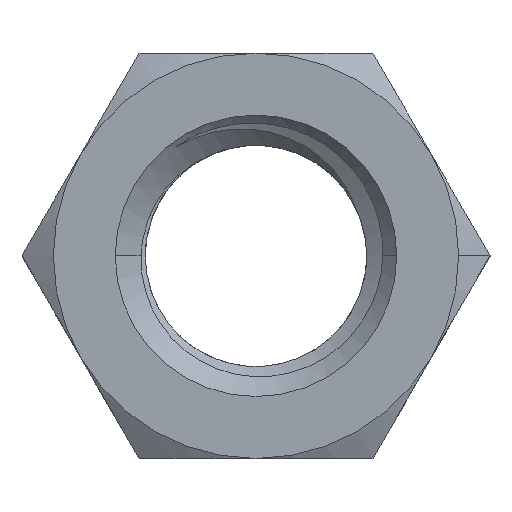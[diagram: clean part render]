
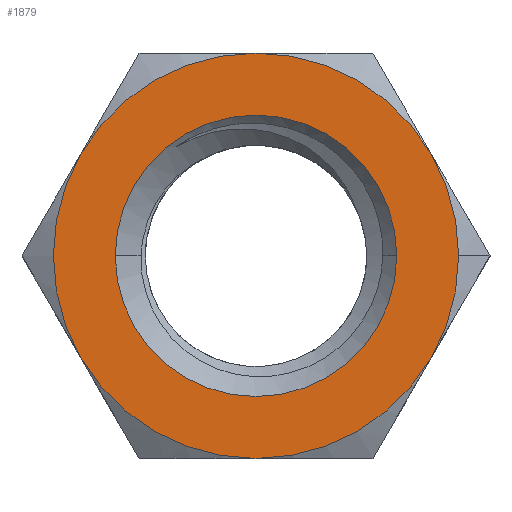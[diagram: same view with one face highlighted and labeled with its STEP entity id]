
A CAD part, top view. The second image highlights one B-rep face of the part: STEP entity #1879.
In plain terms, the highlighted planar face has unit normal (0, 0, 1).
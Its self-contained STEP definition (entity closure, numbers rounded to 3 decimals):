
#12 = CARTESIAN_POINT ( 'NONE',  ( -11.691, -6.75, 15. ) ) ;
#52 = VERTEX_POINT ( 'NONE', #12 ) ;
#79 = CIRCLE ( 'NONE', #1323, 13.5 ) ;
#108 = EDGE_CURVE ( 'NONE', #1505, #1371, #1857, .T. ) ;
#127 = AXIS2_PLACEMENT_3D ( 'NONE', #1268, #1474, #944 ) ;
#146 = FACE_OUTER_BOUND ( 'NONE', #967, .T. ) ;
#189 = VERTEX_POINT ( 'NONE', #1095 ) ;
#239 = DIRECTION ( 'NONE',  ( 1., 0., 0. ) ) ;
#268 = AXIS2_PLACEMENT_3D ( 'NONE', #699, #2143, #557 ) ;
#271 = ORIENTED_EDGE ( 'NONE', *, *, #2299, .T. ) ;
#306 = DIRECTION ( 'NONE',  ( 0., 0., -1. ) ) ;
#354 = DIRECTION ( 'NONE',  ( 1., 0., 0. ) ) ;
#381 = EDGE_CURVE ( 'NONE', #838, #52, #79, .T. ) ;
#402 = CARTESIAN_POINT ( 'NONE',  ( 13.5, 0., 15. ) ) ;
#455 = VERTEX_POINT ( 'NONE', #402 ) ;
#497 = VERTEX_POINT ( 'NONE', #562 ) ;
#501 = VERTEX_POINT ( 'NONE', #1817 ) ;
#526 = DIRECTION ( 'NONE',  ( 1., 0., 0. ) ) ;
#543 = DIRECTION ( 'NONE',  ( 0., 0., 1. ) ) ;
#557 = DIRECTION ( 'NONE',  ( 1., 0., 0. ) ) ;
#562 = CARTESIAN_POINT ( 'NONE',  ( 11.691, -6.75, 15. ) ) ;
#638 = CARTESIAN_POINT ( 'NONE',  ( 0., 0., 15. ) ) ;
#646 = ORIENTED_EDGE ( 'NONE', *, *, #1674, .T. ) ;
#699 = CARTESIAN_POINT ( 'NONE',  ( 0., 0., 15. ) ) ;
#708 = CARTESIAN_POINT ( 'NONE',  ( 0., 0., 15. ) ) ;
#754 = DIRECTION ( 'NONE',  ( 0., 0., 1. ) ) ;
#791 = CIRCLE ( 'NONE', #268, 13.5 ) ;
#838 = VERTEX_POINT ( 'NONE', #841 ) ;
#839 = CARTESIAN_POINT ( 'NONE',  ( 0., 0., 15. ) ) ;
#841 = CARTESIAN_POINT ( 'NONE',  ( -11.691, 6.75, 15. ) ) ;
#874 = CARTESIAN_POINT ( 'NONE',  ( 0., 0., 15. ) ) ;
#878 = AXIS2_PLACEMENT_3D ( 'NONE', #1125, #2160, #239 ) ;
#944 = DIRECTION ( 'NONE',  ( 1., 0., 0. ) ) ;
#958 = CARTESIAN_POINT ( 'NONE',  ( -9.375, 0., 15. ) ) ;
#967 = EDGE_LOOP ( 'NONE', ( #1445, #1637, #646, #1993, #2040, #2227, #1866 ) ) ;
#1004 = CIRCLE ( 'NONE', #2199, 13.5 ) ;
#1056 = DIRECTION ( 'NONE',  ( 0., 0., 1. ) ) ;
#1095 = CARTESIAN_POINT ( 'NONE',  ( 11.691, 6.75, 15. ) ) ;
#1103 = EDGE_CURVE ( 'NONE', #455, #189, #2250, .T. ) ;
#1115 = PLANE ( 'NONE',  #2256 ) ;
#1125 = CARTESIAN_POINT ( 'NONE',  ( 0., 0., 15. ) ) ;
#1147 = DIRECTION ( 'NONE',  ( 0., 0., 1. ) ) ;
#1262 = CIRCLE ( 'NONE', #878, 13.5 ) ;
#1265 = DIRECTION ( 'NONE',  ( 0., 0., 1. ) ) ;
#1268 = CARTESIAN_POINT ( 'NONE',  ( 0., 0., 15. ) ) ;
#1278 = CARTESIAN_POINT ( 'NONE',  ( 0., 0., 15. ) ) ;
#1286 = DIRECTION ( 'NONE',  ( 1., 0., 0. ) ) ;
#1323 = AXIS2_PLACEMENT_3D ( 'NONE', #708, #543, #526 ) ;
#1341 = DIRECTION ( 'NONE',  ( 1., 0., 0. ) ) ;
#1371 = VERTEX_POINT ( 'NONE', #1742 ) ;
#1428 = DIRECTION ( 'NONE',  ( 1., 0., 0. ) ) ;
#1445 = ORIENTED_EDGE ( 'NONE', *, *, #2225, .T. ) ;
#1474 = DIRECTION ( 'NONE',  ( 0., 0., -1. ) ) ;
#1505 = VERTEX_POINT ( 'NONE', #958 ) ;
#1637 = ORIENTED_EDGE ( 'NONE', *, *, #1103, .T. ) ;
#1670 = ORIENTED_EDGE ( 'NONE', *, *, #108, .T. ) ;
#1674 = EDGE_CURVE ( 'NONE', #189, #1741, #1004, .T. ) ;
#1700 = AXIS2_PLACEMENT_3D ( 'NONE', #1278, #1265, #1428 ) ;
#1706 = CIRCLE ( 'NONE', #2099, 13.5 ) ;
#1711 = AXIS2_PLACEMENT_3D ( 'NONE', #2215, #1147, #1286 ) ;
#1713 = FACE_BOUND ( 'NONE', #1716, .T. ) ;
#1716 = EDGE_LOOP ( 'NONE', ( #271, #1670 ) ) ;
#1724 = DIRECTION ( 'NONE',  ( 1., 0., 0. ) ) ;
#1741 = VERTEX_POINT ( 'NONE', #1994 ) ;
#1742 = CARTESIAN_POINT ( 'NONE',  ( 9.375, 0., 15. ) ) ;
#1817 = CARTESIAN_POINT ( 'NONE',  ( 0., -13.5, 15. ) ) ;
#1839 = CARTESIAN_POINT ( 'NONE',  ( 0., 0., 15. ) ) ;
#1857 = CIRCLE ( 'NONE', #127, 9.375 ) ;
#1866 = ORIENTED_EDGE ( 'NONE', *, *, #1898, .T. ) ;
#1879 = ADVANCED_FACE ( 'NONE', ( #1713, #146 ), #1115, .T. ) ;
#1898 = EDGE_CURVE ( 'NONE', #501, #497, #1262, .T. ) ;
#1944 = CIRCLE ( 'NONE', #1700, 13.5 ) ;
#1980 = EDGE_CURVE ( 'NONE', #1741, #838, #791, .T. ) ;
#1989 = DIRECTION ( 'NONE',  ( 1., 0., 0. ) ) ;
#1993 = ORIENTED_EDGE ( 'NONE', *, *, #1980, .T. ) ;
#1994 = CARTESIAN_POINT ( 'NONE',  ( 0., 13.5, 15. ) ) ;
#2036 = AXIS2_PLACEMENT_3D ( 'NONE', #839, #306, #1724 ) ;
#2040 = ORIENTED_EDGE ( 'NONE', *, *, #381, .T. ) ;
#2066 = EDGE_CURVE ( 'NONE', #52, #501, #1944, .T. ) ;
#2071 = CIRCLE ( 'NONE', #2036, 9.375 ) ;
#2099 = AXIS2_PLACEMENT_3D ( 'NONE', #638, #2222, #1341 ) ;
#2143 = DIRECTION ( 'NONE',  ( 0., 0., 1. ) ) ;
#2160 = DIRECTION ( 'NONE',  ( 0., 0., 1. ) ) ;
#2199 = AXIS2_PLACEMENT_3D ( 'NONE', #874, #1056, #354 ) ;
#2215 = CARTESIAN_POINT ( 'NONE',  ( 0., 0., 15. ) ) ;
#2222 = DIRECTION ( 'NONE',  ( 0., 0., 1. ) ) ;
#2225 = EDGE_CURVE ( 'NONE', #497, #455, #1706, .T. ) ;
#2227 = ORIENTED_EDGE ( 'NONE', *, *, #2066, .T. ) ;
#2250 = CIRCLE ( 'NONE', #1711, 13.5 ) ;
#2256 = AXIS2_PLACEMENT_3D ( 'NONE', #1839, #754, #1989 ) ;
#2299 = EDGE_CURVE ( 'NONE', #1371, #1505, #2071, .T. ) ;
